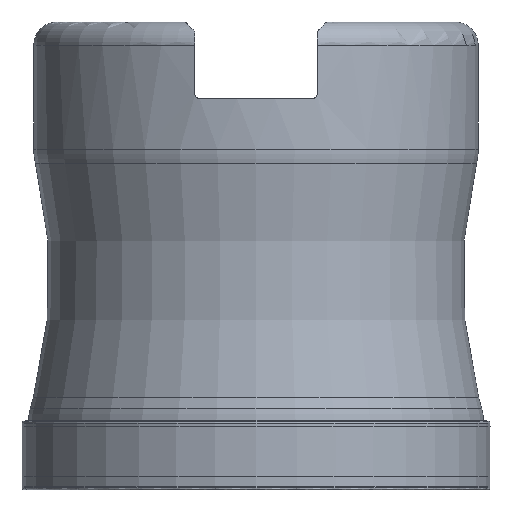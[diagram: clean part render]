
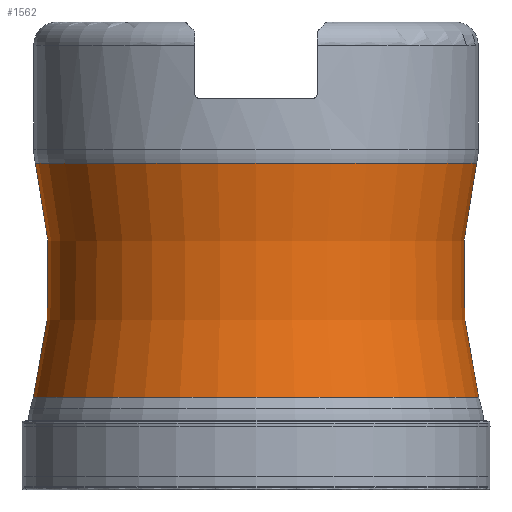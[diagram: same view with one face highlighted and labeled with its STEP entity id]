
A CAD part, left-side view. The second image highlights one B-rep face of the part: STEP entity #1562.
In plain terms, the highlighted toroidal (fillet/blend) face has major radius 57.673 mm and minor radius 40 mm.
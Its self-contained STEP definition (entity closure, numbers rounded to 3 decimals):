
#95=CARTESIAN_POINT('',(0.,0.,12.075));
#96=DIRECTION('',(0.,0.,1.));
#97=DIRECTION('',(0.,-1.,0.));
#98=AXIS2_PLACEMENT_3D('',#95,#96,#97);
#111=CARTESIAN_POINT('',(0.,57.673,21.718));
#112=DIRECTION('',(-1.,0.,0.));
#113=DIRECTION('',(0.,-0.971,-0.241));
#114=AXIS2_PLACEMENT_3D('',#111,#112,#113);
#119=CARTESIAN_POINT('',(0.,-57.673,
21.718));
#120=DIRECTION('',(1.,0.,0.));
#121=DIRECTION('',(0.,0.971,-0.241));
#122=AXIS2_PLACEMENT_3D('',#119,#120,#121);
#1281=CARTESIAN_POINT('',(0.,0.,32.071));
#1282=DIRECTION('',(0.,0.,-1.));
#1283=DIRECTION('',(0.,1.,0.));
#1284=AXIS2_PLACEMENT_3D('',#1281,#1282,#1283);
#1341=CARTESIAN_POINT('',(0.,19.036,32.071));
#1342=CARTESIAN_POINT('',(0.,-19.036,32.071));
#1343=VERTEX_POINT('',#1341);
#1344=VERTEX_POINT('',#1342);
#1353=CARTESIAN_POINT('',(0.,18.853,12.075));
#1354=CARTESIAN_POINT('',(0.,-18.853,12.075));
#1355=VERTEX_POINT('',#1353);
#1356=VERTEX_POINT('',#1354);
#1548=CARTESIAN_POINT('',(0.,0.,21.718));
#1549=DIRECTION('',(0.,0.,-1.));
#1550=DIRECTION('',(0.,-1.,0.));
#1551=AXIS2_PLACEMENT_3D('',#1548,#1549,#1550);
#1552=TOROIDAL_SURFACE('',#1551,57.673,40.);
#1553=ORIENTED_EDGE('',*,*,#1538,.F.);
#1555=ORIENTED_EDGE('',*,*,#1554,.T.);
#1557=ORIENTED_EDGE('',*,*,#1556,.F.);
#1559=ORIENTED_EDGE('',*,*,#1558,.F.);
#1560=EDGE_LOOP('',(#1553,#1555,#1557,#1559));
#1561=FACE_OUTER_BOUND('',#1560,.F.);
#1562=ADVANCED_FACE('',(#1561),#1552,.F.);
#99=CIRCLE('',#98,18.853);
#115=CIRCLE('',#114,40.);
#123=CIRCLE('',#122,40.);
#1285=CIRCLE('',#1284,19.036);
#1538=EDGE_CURVE('',#1356,#1355,#99,.T.);
#1554=EDGE_CURVE('',#1356,#1344,#123,.T.);
#1556=EDGE_CURVE('',#1343,#1344,#1285,.T.);
#1558=EDGE_CURVE('',#1355,#1343,#115,.T.);
